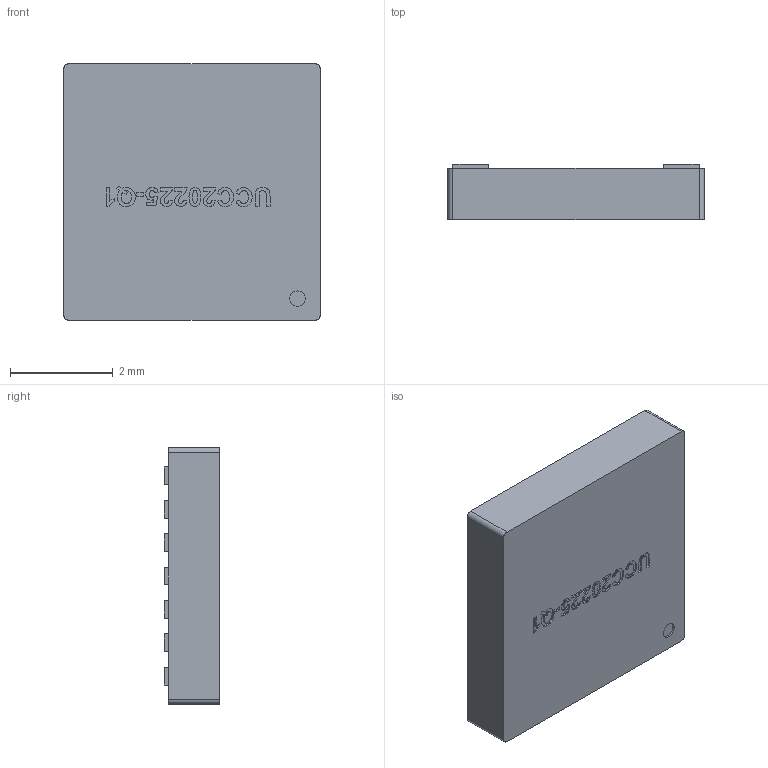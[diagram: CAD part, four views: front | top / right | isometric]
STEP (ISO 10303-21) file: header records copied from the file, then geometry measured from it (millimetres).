
FILE_DESCRIPTION(/* description */ (''),/* implementation_level */ '2;1');
FILE_NAME(/* name */ 'UCC20255-Q1 v1.step',/* time_stamp */ '2019-10-14T15:17:23+01:00',/* author */ (''),/* organization */ (''),/* preprocessor_version */ 'ST-DEVELOPER v18',/* originating_system */ 'Autodesk Translation Framework v8.6.0.1094',/* authorisation */ '');
FILE_SCHEMA (('AUTOMOTIVE_DESIGN { 1 0 10303 214 3 1 1 }'));
Length unit declared in the file: millimetre
Products named in the file (1): UCC20255-Q1
Bounding box: 5 x 1.08 x 5 mm (x, y, z)
Volume: 25.2 mm3; surface area: 78.9 mm2
Topology: 14 solids, 14 shells, 300 faces, 774 edges, 516 vertices
Faces by surface type: bspline 157, plane 138, cylinder 5
Full cylindrical faces by diameter (mm): 0.302 x1
Entity records: 10571 total; most frequent: CARTESIAN_POINT 4260, ORIENTED_EDGE 1548, EDGE_CURVE 774, DIRECTION 758, VERTEX_POINT 516, LINE 450, VECTOR 450, EDGE_LOOP 314
